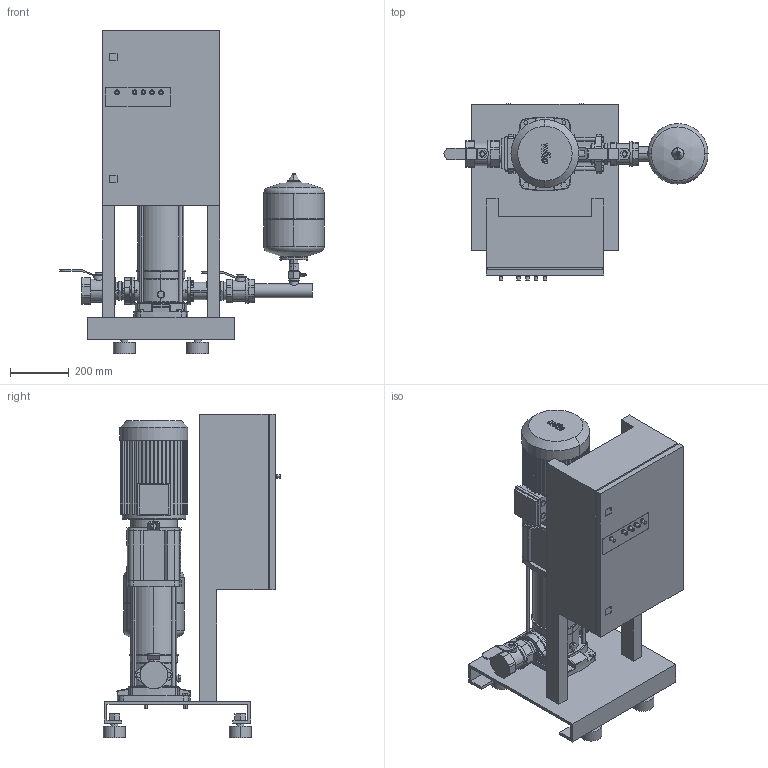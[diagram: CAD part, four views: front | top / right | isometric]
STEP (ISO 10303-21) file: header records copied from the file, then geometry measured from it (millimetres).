
FILE_DESCRIPTION((''),'2;1');
FILE_NAME('3d_FLA-1HELIXV1605_K-01PN10-2534420.stp','2013-07-05T14:15:22',(''),(''),'Mechanical Desktop 2009','Mechanical Desktop 2009',', , ');
FILE_SCHEMA(('CONFIG_CONTROL_DESIGN'));
Length unit declared in the file: millimetre
Products named in the file (1): Product
Bounding box: 902 x 605.5 x 1105 mm (x, y, z)
Volume: 93937723 mm3; surface area: 3981887.1 mm2
Topology: 51 solids, 51 shells, 1412 faces, 3505 edges, 2273 vertices
Faces by surface type: bspline 507, plane 483, cylinder 282, cone 94, torus 40, sphere 6
Entity records: 46425 total; most frequent: CARTESIAN_POINT 13576, ORIENTED_EDGE 7010, DIRECTION 6445, EDGE_CURVE 3505, VERTEX_POINT 2273, AXIS2_PLACEMENT_3D 2231, VECTOR 1983, LINE 1983
